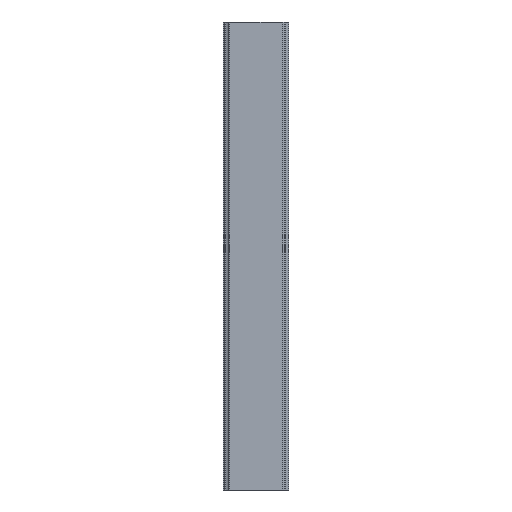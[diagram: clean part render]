
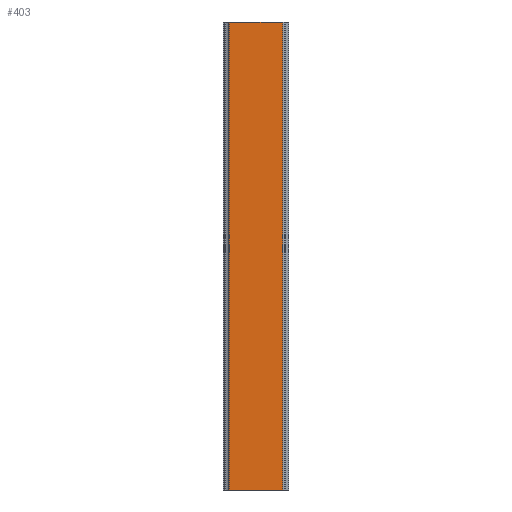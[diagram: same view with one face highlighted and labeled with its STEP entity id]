
A CAD part, left-side view. The second image highlights one B-rep face of the part: STEP entity #403.
In plain terms, the highlighted planar face has unit normal (-1, 0, 0).
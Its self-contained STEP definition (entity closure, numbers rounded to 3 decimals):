
#31 = ORIENTED_EDGE ( 'NONE', *, *, #921, .T. ) ;
#110 = AXIS2_PLACEMENT_3D ( 'NONE', #313, #305, #306 ) ;
#181 = EDGE_CURVE ( 'NONE', #846, #744, #608, .T. ) ;
#204 = ORIENTED_EDGE ( 'NONE', *, *, #1255, .T. ) ;
#299 = ORIENTED_EDGE ( 'NONE', *, *, #870, .F. ) ;
#305 = DIRECTION ( 'NONE',  ( 1., 0., 0. ) ) ;
#306 = DIRECTION ( 'NONE',  ( 0., 1., 0. ) ) ;
#309 = PLANE ( 'NONE',  #110 ) ;
#313 = CARTESIAN_POINT ( 'NONE',  ( 36., 3.1, 499.5 ) ) ;
#326 = VERTEX_POINT ( 'NONE', #487 ) ;
#403 = ADVANCED_FACE ( 'NONE', ( #703 ), #309, .F. ) ;
#487 = CARTESIAN_POINT ( 'NONE',  ( 36., 3.1, 499.5 ) ) ;
#493 = EDGE_LOOP ( 'NONE', ( #31, #967, #299, #204 ) ) ;
#597 = VERTEX_POINT ( 'NONE', #1238 ) ;
#608 = LINE ( 'NONE', #715, #821 ) ;
#641 = LINE ( 'NONE', #994, #1200 ) ;
#703 = FACE_OUTER_BOUND ( 'NONE', #493, .T. ) ;
#714 = DIRECTION ( 'NONE',  ( 0., 0., 1. ) ) ;
#715 = CARTESIAN_POINT ( 'NONE',  ( 36., -123.15, -517.898 ) ) ;
#744 = VERTEX_POINT ( 'NONE', #1124 ) ;
#818 = DIRECTION ( 'NONE',  ( 0., 0., -1. ) ) ;
#821 = VECTOR ( 'NONE', #714, 1000. ) ;
#830 = CARTESIAN_POINT ( 'NONE',  ( 36., 3.1, 499.5 ) ) ;
#846 = VERTEX_POINT ( 'NONE', #1034 ) ;
#860 = VECTOR ( 'NONE', #818, 1000. ) ;
#870 = EDGE_CURVE ( 'NONE', #326, #744, #1264, .T. ) ;
#921 = EDGE_CURVE ( 'NONE', #597, #846, #641, .T. ) ;
#960 = VECTOR ( 'NONE', #1031, 1000. ) ;
#967 = ORIENTED_EDGE ( 'NONE', *, *, #181, .T. ) ;
#994 = CARTESIAN_POINT ( 'NONE',  ( 36., 3.1, -499.5 ) ) ;
#995 = DIRECTION ( 'NONE',  ( 0., -1., 0. ) ) ;
#1015 = CARTESIAN_POINT ( 'NONE',  ( 36., 3.1, 499.5 ) ) ;
#1031 = DIRECTION ( 'NONE',  ( 0., -1., 0. ) ) ;
#1034 = CARTESIAN_POINT ( 'NONE',  ( 36., -123.15, -499.5 ) ) ;
#1124 = CARTESIAN_POINT ( 'NONE',  ( 36., -123.15, 499.5 ) ) ;
#1184 = LINE ( 'NONE', #830, #860 ) ;
#1200 = VECTOR ( 'NONE', #995, 1000. ) ;
#1238 = CARTESIAN_POINT ( 'NONE',  ( 36., 3.1, -499.5 ) ) ;
#1255 = EDGE_CURVE ( 'NONE', #326, #597, #1184, .T. ) ;
#1264 = LINE ( 'NONE', #1015, #960 ) ;
